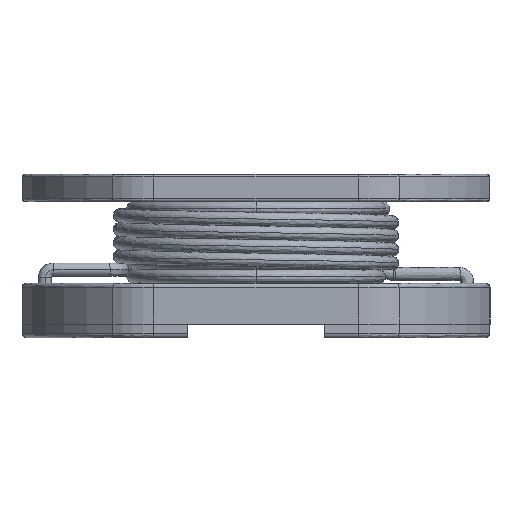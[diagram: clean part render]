
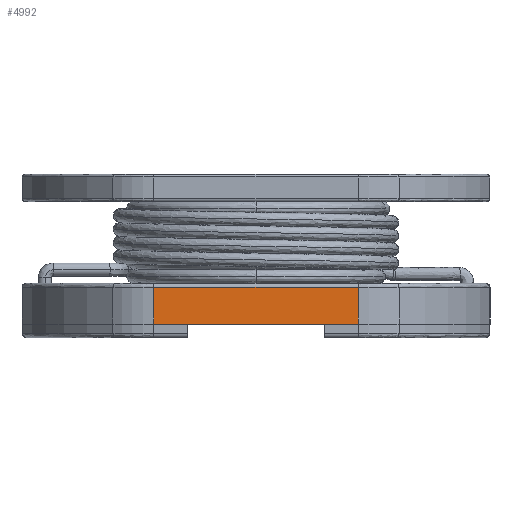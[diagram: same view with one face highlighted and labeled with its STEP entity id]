
A CAD part, front view. The second image highlights one B-rep face of the part: STEP entity #4992.
In plain terms, the highlighted face is planar.
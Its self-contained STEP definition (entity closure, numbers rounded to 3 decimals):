
#707 = CARTESIAN_POINT ( 'NONE',  ( -1.5, 0.75, 0.3 ) ) ;
#1267 = LINE ( 'NONE', #9483, #7259 ) ;
#1291 = CARTESIAN_POINT ( 'NONE',  ( -1.5, 0.75, 0.6 ) ) ;
#1717 = CARTESIAN_POINT ( 'NONE',  ( -1.5, 0.75, 0.57 ) ) ;
#2358 = VERTEX_POINT ( 'NONE', #11456 ) ;
#3222 = ORIENTED_EDGE ( 'NONE', *, *, #9981, .F. ) ;
#3543 = DIRECTION ( 'NONE',  ( 0., -1., 0. ) ) ;
#4644 = LINE ( 'NONE', #12309, #10695 ) ;
#4885 = DIRECTION ( 'NONE',  ( 1., 0., 0. ) ) ;
#4992 = ADVANCED_FACE ( 'NONE', ( #14515 ), #7276, .F. ) ;
#5388 = EDGE_CURVE ( 'NONE', #2358, #9776, #4644, .T. ) ;
#5992 = EDGE_CURVE ( 'NONE', #11041, #9776, #1267, .T. ) ;
#6130 = LINE ( 'NONE', #1291, #12064 ) ;
#6252 = ORIENTED_EDGE ( 'NONE', *, *, #5992, .T. ) ;
#6304 = DIRECTION ( 'NONE',  ( 0., -1., 0. ) ) ;
#6766 = EDGE_LOOP ( 'NONE', ( #3222, #14540, #6252, #7887 ) ) ;
#7259 = VECTOR ( 'NONE', #3543, 1000. ) ;
#7276 = PLANE ( 'NONE',  #8164 ) ;
#7887 = ORIENTED_EDGE ( 'NONE', *, *, #5388, .F. ) ;
#8103 = CARTESIAN_POINT ( 'NONE',  ( -1.5, -0.75, 0.3 ) ) ;
#8164 = AXIS2_PLACEMENT_3D ( 'NONE', #12031, #4885, #13138 ) ;
#9051 = EDGE_CURVE ( 'NONE', #11041, #10788, #6130, .T. ) ;
#9335 = DIRECTION ( 'NONE',  ( 0., 0., 1. ) ) ;
#9483 = CARTESIAN_POINT ( 'NONE',  ( -1.5, 1.618, 0.3 ) ) ;
#9776 = VERTEX_POINT ( 'NONE', #8103 ) ;
#9981 = EDGE_CURVE ( 'NONE', #10788, #2358, #13209, .T. ) ;
#10242 = VECTOR ( 'NONE', #6304, 1000. ) ;
#10695 = VECTOR ( 'NONE', #13418, 1000. ) ;
#10788 = VERTEX_POINT ( 'NONE', #12464 ) ;
#11041 = VERTEX_POINT ( 'NONE', #707 ) ;
#11456 = CARTESIAN_POINT ( 'NONE',  ( -1.5, -0.75, 0.57 ) ) ;
#12031 = CARTESIAN_POINT ( 'NONE',  ( -1.5, 0.75, 0.6 ) ) ;
#12064 = VECTOR ( 'NONE', #9335, 1000. ) ;
#12309 = CARTESIAN_POINT ( 'NONE',  ( -1.5, -0.75, 0.6 ) ) ;
#12464 = CARTESIAN_POINT ( 'NONE',  ( -1.5, 0.75, 0.57 ) ) ;
#13138 = DIRECTION ( 'NONE',  ( 0., 0., -1. ) ) ;
#13209 = LINE ( 'NONE', #1717, #10242 ) ;
#13418 = DIRECTION ( 'NONE',  ( 0., 0., -1. ) ) ;
#14515 = FACE_OUTER_BOUND ( 'NONE', #6766, .T. ) ;
#14540 = ORIENTED_EDGE ( 'NONE', *, *, #9051, .F. ) ;
